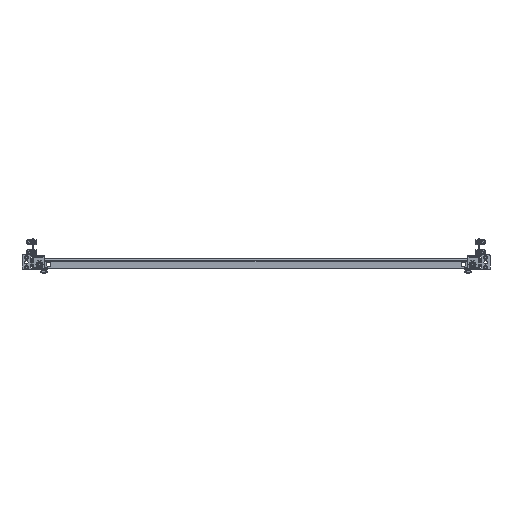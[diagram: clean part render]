
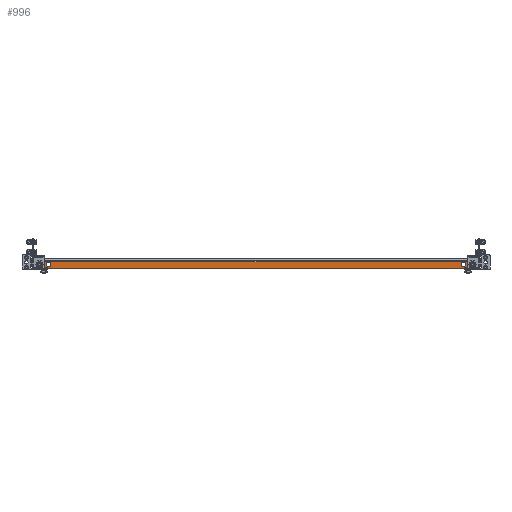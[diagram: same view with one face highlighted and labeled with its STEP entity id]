
A CAD part, front view. The second image highlights one B-rep face of the part: STEP entity #996.
In plain terms, the highlighted planar face has unit normal (0, -1, 0).
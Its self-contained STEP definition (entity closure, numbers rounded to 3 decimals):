
#147 = DIRECTION ( 'NONE',  ( 0., 0., -1. ) ) ;
#155 = EDGE_LOOP ( 'NONE', ( #677, #9444 ) ) ;
#206 = CARTESIAN_POINT ( 'NONE',  ( 535., -848., -5. ) ) ;
#210 = FACE_BOUND ( 'NONE', #5605, .T. ) ;
#398 = EDGE_CURVE ( 'NONE', #16965, #9194, #9125, .T. ) ;
#481 = VERTEX_POINT ( 'NONE', #2430 ) ;
#596 = DIRECTION ( 'NONE',  ( 0., -1., 0. ) ) ;
#613 = DIRECTION ( 'NONE',  ( 1., 0., 0. ) ) ;
#677 = ORIENTED_EDGE ( 'NONE', *, *, #20778, .F. ) ;
#706 = EDGE_CURVE ( 'NONE', #16970, #12734, #10681, .T. ) ;
#971 = AXIS2_PLACEMENT_3D ( 'NONE', #18462, #10568, #16918 ) ;
#996 = ADVANCED_FACE ( 'NONE', ( #15449, #210, #6086, #17995, #20012 ), #16329, .F. ) ;
#1000 = CARTESIAN_POINT ( 'NONE',  ( -512.5, -848., -16. ) ) ;
#1065 = CARTESIAN_POINT ( 'NONE',  ( 541.146, -848., -20. ) ) ;
#1110 = AXIS2_PLACEMENT_3D ( 'NONE', #3222, #6642, #147 ) ;
#1218 = CARTESIAN_POINT ( 'NONE',  ( 512.5, -848., -10.5 ) ) ;
#1564 = VECTOR ( 'NONE', #17223, 1000. ) ;
#1591 = VERTEX_POINT ( 'NONE', #8969 ) ;
#1744 = AXIS2_PLACEMENT_3D ( 'NONE', #4790, #4577, #19344 ) ;
#2035 = DIRECTION ( 'NONE',  ( 0., 0., 1. ) ) ;
#2041 = ORIENTED_EDGE ( 'NONE', *, *, #16365, .F. ) ;
#2430 = CARTESIAN_POINT ( 'NONE',  ( -535., -848., -5. ) ) ;
#2670 = CARTESIAN_POINT ( 'NONE',  ( -546.146, -848., -15. ) ) ;
#2888 = CIRCLE ( 'NONE', #1110, 5.5 ) ;
#2954 = AXIS2_PLACEMENT_3D ( 'NONE', #17192, #18969, #14098 ) ;
#3203 = EDGE_CURVE ( 'NONE', #481, #19654, #16657, .T. ) ;
#3222 = CARTESIAN_POINT ( 'NONE',  ( 512.5, -848., -10.5 ) ) ;
#3445 = ORIENTED_EDGE ( 'NONE', *, *, #17471, .T. ) ;
#3529 = VECTOR ( 'NONE', #613, 1000. ) ;
#3628 = VERTEX_POINT ( 'NONE', #10147 ) ;
#4069 = EDGE_LOOP ( 'NONE', ( #9789, #5854, #2041, #12692, #13717, #3445 ) ) ;
#4162 = AXIS2_PLACEMENT_3D ( 'NONE', #10439, #596, #2035 ) ;
#4577 = DIRECTION ( 'NONE',  ( 0., -1., 0. ) ) ;
#4790 = CARTESIAN_POINT ( 'NONE',  ( -512.5, -848., -10.5 ) ) ;
#4931 = ORIENTED_EDGE ( 'NONE', *, *, #12358, .T. ) ;
#5605 = EDGE_LOOP ( 'NONE', ( #15041, #9856 ) ) ;
#5677 = CARTESIAN_POINT ( 'NONE',  ( 549.5, -848., -3.3 ) ) ;
#5854 = ORIENTED_EDGE ( 'NONE', *, *, #10906, .T. ) ;
#6086 = FACE_BOUND ( 'NONE', #155, .T. ) ;
#6485 = EDGE_CURVE ( 'NONE', #3628, #6514, #9464, .T. ) ;
#6514 = VERTEX_POINT ( 'NONE', #2670 ) ;
#6642 = DIRECTION ( 'NONE',  ( 0., 1., 0. ) ) ;
#6954 = EDGE_CURVE ( 'NONE', #16864, #19958, #20074, .T. ) ;
#6981 = CARTESIAN_POINT ( 'NONE',  ( -541.146, -848., -20. ) ) ;
#7963 = DIRECTION ( 'NONE',  ( 0., 0., 1. ) ) ;
#8041 = CARTESIAN_POINT ( 'NONE',  ( 546.146, -848., 0. ) ) ;
#8266 = AXIS2_PLACEMENT_3D ( 'NONE', #14318, #20822, #11067 ) ;
#8446 = EDGE_CURVE ( 'NONE', #3628, #1591, #13427, .T. ) ;
#8701 = CARTESIAN_POINT ( 'NONE',  ( 535., -848., -16. ) ) ;
#8951 = ORIENTED_EDGE ( 'NONE', *, *, #19304, .F. ) ;
#8969 = CARTESIAN_POINT ( 'NONE',  ( 546.146, -848., -3.3 ) ) ;
#9054 = CARTESIAN_POINT ( 'NONE',  ( -549.5, -848., -20. ) ) ;
#9100 = AXIS2_PLACEMENT_3D ( 'NONE', #13307, #16911, #13186 ) ;
#9125 = CIRCLE ( 'NONE', #12793, 5.5 ) ;
#9194 = VERTEX_POINT ( 'NONE', #12984 ) ;
#9444 = ORIENTED_EDGE ( 'NONE', *, *, #3203, .F. ) ;
#9464 = LINE ( 'NONE', #12422, #1564 ) ;
#9549 = CARTESIAN_POINT ( 'NONE',  ( -512.5, -848., -5. ) ) ;
#9595 = ORIENTED_EDGE ( 'NONE', *, *, #706, .F. ) ;
#9789 = ORIENTED_EDGE ( 'NONE', *, *, #11452, .T. ) ;
#9856 = ORIENTED_EDGE ( 'NONE', *, *, #398, .T. ) ;
#9900 = DIRECTION ( 'NONE',  ( 0., 0., -1. ) ) ;
#10076 = LINE ( 'NONE', #9054, #15386 ) ;
#10129 = CARTESIAN_POINT ( 'NONE',  ( -535., -848., -16. ) ) ;
#10147 = CARTESIAN_POINT ( 'NONE',  ( -546.146, -848., -3.3 ) ) ;
#10439 = CARTESIAN_POINT ( 'NONE',  ( -541.146, -848., -15. ) ) ;
#10568 = DIRECTION ( 'NONE',  ( 0., 1., 0. ) ) ;
#10681 = CIRCLE ( 'NONE', #1744, 5.5 ) ;
#10906 = EDGE_CURVE ( 'NONE', #20773, #15370, #20716, .T. ) ;
#11067 = DIRECTION ( 'NONE',  ( 0., 0., -1. ) ) ;
#11452 = EDGE_CURVE ( 'NONE', #17138, #20773, #10076, .T. ) ;
#11918 = DIRECTION ( 'NONE',  ( 0., 0., 1. ) ) ;
#12060 = VECTOR ( 'NONE', #9900, 1000. ) ;
#12358 = EDGE_CURVE ( 'NONE', #19958, #16864, #19407, .T. ) ;
#12422 = CARTESIAN_POINT ( 'NONE',  ( -546.146, -848., 0. ) ) ;
#12692 = ORIENTED_EDGE ( 'NONE', *, *, #8446, .F. ) ;
#12734 = VERTEX_POINT ( 'NONE', #9549 ) ;
#12739 = EDGE_LOOP ( 'NONE', ( #9595, #8951 ) ) ;
#12793 = AXIS2_PLACEMENT_3D ( 'NONE', #1218, #16969, #13806 ) ;
#12984 = CARTESIAN_POINT ( 'NONE',  ( 512.5, -848., -16. ) ) ;
#13157 = CARTESIAN_POINT ( 'NONE',  ( -549.5, -848., 0. ) ) ;
#13186 = DIRECTION ( 'NONE',  ( 0., 0., -1. ) ) ;
#13307 = CARTESIAN_POINT ( 'NONE',  ( -535., -848., -10.5 ) ) ;
#13427 = LINE ( 'NONE', #5677, #3529 ) ;
#13462 = CARTESIAN_POINT ( 'NONE',  ( 546.146, -848., -15. ) ) ;
#13717 = ORIENTED_EDGE ( 'NONE', *, *, #6485, .T. ) ;
#13806 = DIRECTION ( 'NONE',  ( 0., 0., -1. ) ) ;
#13841 = AXIS2_PLACEMENT_3D ( 'NONE', #13157, #15106, #11918 ) ;
#14015 = CIRCLE ( 'NONE', #8266, 5.5 ) ;
#14098 = DIRECTION ( 'NONE',  ( 0., 0., -1. ) ) ;
#14117 = CARTESIAN_POINT ( 'NONE',  ( 512.5, -848., -5. ) ) ;
#14318 = CARTESIAN_POINT ( 'NONE',  ( -512.5, -848., -10.5 ) ) ;
#15041 = ORIENTED_EDGE ( 'NONE', *, *, #16391, .T. ) ;
#15106 = DIRECTION ( 'NONE',  ( 0., 1., 0. ) ) ;
#15370 = VERTEX_POINT ( 'NONE', #13462 ) ;
#15386 = VECTOR ( 'NONE', #20892, 1000. ) ;
#15449 = FACE_BOUND ( 'NONE', #20930, .T. ) ;
#15595 = LINE ( 'NONE', #8041, #12060 ) ;
#15844 = DIRECTION ( 'NONE',  ( 0., 0., -1. ) ) ;
#16329 = PLANE ( 'NONE',  #13841 ) ;
#16365 = EDGE_CURVE ( 'NONE', #1591, #15370, #15595, .T. ) ;
#16391 = EDGE_CURVE ( 'NONE', #9194, #16965, #2888, .T. ) ;
#16482 = CIRCLE ( 'NONE', #9100, 5.5 ) ;
#16657 = CIRCLE ( 'NONE', #20727, 5.5 ) ;
#16864 = VERTEX_POINT ( 'NONE', #8701 ) ;
#16911 = DIRECTION ( 'NONE',  ( 0., -1., 0. ) ) ;
#16918 = DIRECTION ( 'NONE',  ( 0., 0., -1. ) ) ;
#16965 = VERTEX_POINT ( 'NONE', #14117 ) ;
#16969 = DIRECTION ( 'NONE',  ( 0., 1., 0. ) ) ;
#16970 = VERTEX_POINT ( 'NONE', #1000 ) ;
#17138 = VERTEX_POINT ( 'NONE', #6981 ) ;
#17192 = CARTESIAN_POINT ( 'NONE',  ( 535., -848., -10.5 ) ) ;
#17223 = DIRECTION ( 'NONE',  ( 0., 0., -1. ) ) ;
#17471 = EDGE_CURVE ( 'NONE', #6514, #17138, #17619, .T. ) ;
#17619 = CIRCLE ( 'NONE', #4162, 5. ) ;
#17895 = ORIENTED_EDGE ( 'NONE', *, *, #6954, .T. ) ;
#17995 = FACE_BOUND ( 'NONE', #12739, .T. ) ;
#18462 = CARTESIAN_POINT ( 'NONE',  ( 535., -848., -10.5 ) ) ;
#18969 = DIRECTION ( 'NONE',  ( 0., 1., 0. ) ) ;
#19019 = CARTESIAN_POINT ( 'NONE',  ( -535., -848., -10.5 ) ) ;
#19245 = CARTESIAN_POINT ( 'NONE',  ( 541.146, -848., -15. ) ) ;
#19304 = EDGE_CURVE ( 'NONE', #12734, #16970, #14015, .T. ) ;
#19344 = DIRECTION ( 'NONE',  ( 0., 0., -1. ) ) ;
#19407 = CIRCLE ( 'NONE', #971, 5.5 ) ;
#19654 = VERTEX_POINT ( 'NONE', #10129 ) ;
#19877 = AXIS2_PLACEMENT_3D ( 'NONE', #19245, #20652, #7963 ) ;
#19958 = VERTEX_POINT ( 'NONE', #206 ) ;
#20012 = FACE_OUTER_BOUND ( 'NONE', #4069, .T. ) ;
#20074 = CIRCLE ( 'NONE', #2954, 5.5 ) ;
#20647 = DIRECTION ( 'NONE',  ( 0., -1., 0. ) ) ;
#20652 = DIRECTION ( 'NONE',  ( 0., -1., 0. ) ) ;
#20716 = CIRCLE ( 'NONE', #19877, 5. ) ;
#20727 = AXIS2_PLACEMENT_3D ( 'NONE', #19019, #20647, #15844 ) ;
#20773 = VERTEX_POINT ( 'NONE', #1065 ) ;
#20778 = EDGE_CURVE ( 'NONE', #19654, #481, #16482, .T. ) ;
#20822 = DIRECTION ( 'NONE',  ( 0., -1., 0. ) ) ;
#20892 = DIRECTION ( 'NONE',  ( 1., 0., 0. ) ) ;
#20930 = EDGE_LOOP ( 'NONE', ( #17895, #4931 ) ) ;
